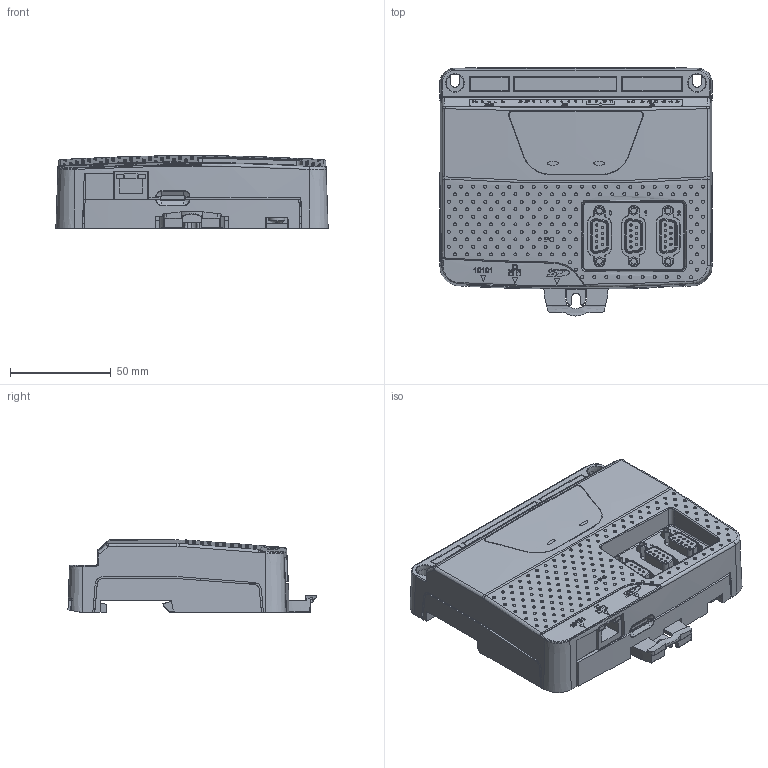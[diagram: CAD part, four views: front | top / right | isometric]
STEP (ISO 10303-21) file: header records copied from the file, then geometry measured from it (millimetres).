
FILE_DESCRIPTION (( 'STEP AP203' ), '1' );
FILE_NAME ('TRO-03 MC403 Solid.STEP', '2011-11-03T12:37:23', ( 'Ross' ), ( 'John Ewans Design' ), 'SwSTEP 2.0', 'SolidWorks 2011', '' );
FILE_SCHEMA (( 'CONFIG_CONTROL_DESIGN' ));
Products named in the file (1): TRO-03 MC403 Solid
Bounding box: 135 x 123 x 36 mm (x, y, z)
Volume: 415336 mm3; surface area: 59256.7 mm2
Topology: 1 solids, 3 shells, 2666 faces, 6633 edges, 4297 vertices
Faces by surface type: plane 1108, bspline 748, cylinder 573, cone 182, torus 41, sphere 14
Entity records: 106787 total; most frequent: CARTESIAN_POINT 50248, ORIENTED_EDGE 13250, DIRECTION 8718, EDGE_CURVE 6625, VERTEX_POINT 4297, VECTOR 3060, LINE 3060, EDGE_LOOP 3010
